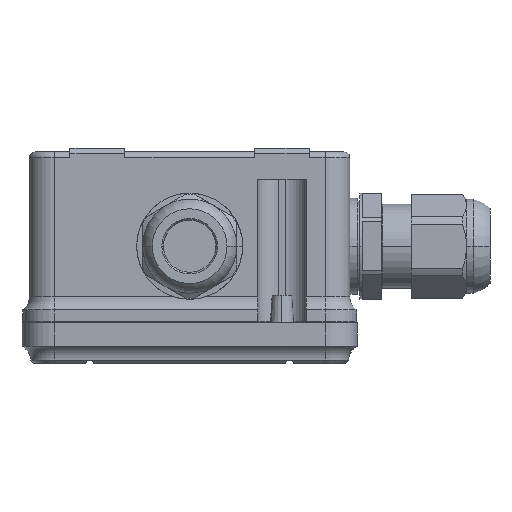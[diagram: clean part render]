
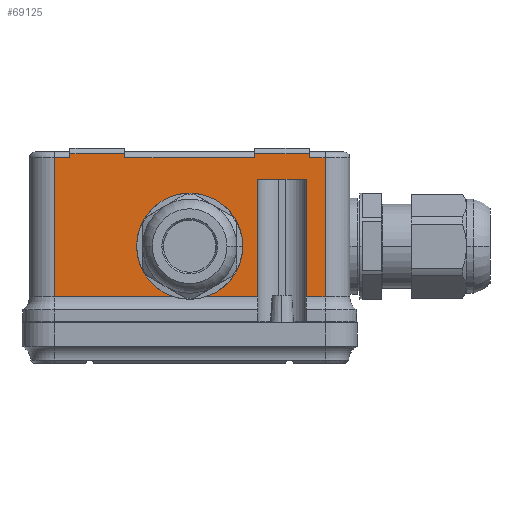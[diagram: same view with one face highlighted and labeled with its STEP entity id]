
A CAD part, left-side view. The second image highlights one B-rep face of the part: STEP entity #69125.
In plain terms, the highlighted planar face has unit normal (-1, 0, 0).
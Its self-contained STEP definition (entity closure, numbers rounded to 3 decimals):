
#733 = CARTESIAN_POINT ( 'NONE',  ( -40.8, 16.5, 44.2 ) ) ;
#917 = DIRECTION ( 'NONE',  ( 1., 0., 0. ) ) ;
#1271 = CARTESIAN_POINT ( 'NONE',  ( -40.8, -17.3, 36.2 ) ) ;
#2011 = CARTESIAN_POINT ( 'NONE',  ( -40.8, 34.5, 36.2 ) ) ;
#2775 = EDGE_CURVE ( 'NONE', #77826, #52133, #10217, .T. ) ;
#2866 = LINE ( 'NONE', #733, #5222 ) ;
#3251 = CARTESIAN_POINT ( 'NONE',  ( -40.8, 34.5, 42.7 ) ) ;
#4546 = AXIS2_PLACEMENT_3D ( 'NONE', #68486, #23592, #76037 ) ;
#4687 = EDGE_CURVE ( 'NONE', #32574, #11313, #76948, .T. ) ;
#5132 = VECTOR ( 'NONE', #29758, 1000. ) ;
#5222 = VECTOR ( 'NONE', #60547, 1000. ) ;
#5443 = LINE ( 'NONE', #18056, #25230 ) ;
#5603 = ORIENTED_EDGE ( 'NONE', *, *, #25851, .T. ) ;
#8459 = DIRECTION ( 'NONE',  ( 0., 0., 1. ) ) ;
#8694 = DIRECTION ( 'NONE',  ( 0., 0., -1. ) ) ;
#8954 = ORIENTED_EDGE ( 'NONE', *, *, #95268, .T. ) ;
#9162 = CARTESIAN_POINT ( 'NONE',  ( -40.8, -34.5, 6.273 ) ) ;
#9474 = DIRECTION ( 'NONE',  ( 0., 1., 0. ) ) ;
#9608 = VERTEX_POINT ( 'NONE', #63974 ) ;
#9815 = ORIENTED_EDGE ( 'NONE', *, *, #82509, .F. ) ;
#9978 = CARTESIAN_POINT ( 'NONE',  ( -40.8, -34.5, 6.273 ) ) ;
#10217 = LINE ( 'NONE', #23603, #87588 ) ;
#11313 = VERTEX_POINT ( 'NONE', #66181 ) ;
#11652 = VERTEX_POINT ( 'NONE', #93969 ) ;
#12090 = FACE_OUTER_BOUND ( 'NONE', #42762, .T. ) ;
#12571 = VERTEX_POINT ( 'NONE', #31220 ) ;
#12617 = CARTESIAN_POINT ( 'NONE',  ( -40.8, 34.5, 41.7 ) ) ;
#14650 = VECTOR ( 'NONE', #76565, 1000. ) ;
#15795 = VERTEX_POINT ( 'NONE', #77480 ) ;
#16936 = LINE ( 'NONE', #9162, #14650 ) ;
#17173 = VERTEX_POINT ( 'NONE', #48643 ) ;
#17465 = DIRECTION ( 'NONE',  ( 0., -1., 0. ) ) ;
#18056 = CARTESIAN_POINT ( 'NONE',  ( -40.8, 30.5, 44.2 ) ) ;
#18796 = VECTOR ( 'NONE', #8694, 1000. ) ;
#18926 = CARTESIAN_POINT ( 'NONE',  ( -40.8, -30.5, 44.2 ) ) ;
#19105 = CARTESIAN_POINT ( 'NONE',  ( -40.8, 30.5, 41.7 ) ) ;
#19205 = AXIS2_PLACEMENT_3D ( 'NONE', #45714, #67982, #8459 ) ;
#19386 = CARTESIAN_POINT ( 'NONE',  ( -40.8, 16.5, 41.7 ) ) ;
#21446 = EDGE_CURVE ( 'NONE', #38522, #72405, #83201, .T. ) ;
#22340 = VERTEX_POINT ( 'NONE', #65097 ) ;
#23592 = DIRECTION ( 'NONE',  ( 1., 0., 0. ) ) ;
#23603 = CARTESIAN_POINT ( 'NONE',  ( -40.8, 34.5, 41.7 ) ) ;
#24910 = LINE ( 'NONE', #44506, #5132 ) ;
#25230 = VECTOR ( 'NONE', #85562, 1000. ) ;
#25550 = LINE ( 'NONE', #3251, #63040 ) ;
#25851 = EDGE_CURVE ( 'NONE', #12571, #54502, #16936, .T. ) ;
#25900 = VECTOR ( 'NONE', #17465, 1000. ) ;
#26374 = CARTESIAN_POINT ( 'NONE',  ( -40.8, -17.3, 6.273 ) ) ;
#26858 = EDGE_CURVE ( 'NONE', #15795, #52133, #2866, .T. ) ;
#26913 = EDGE_CURVE ( 'NONE', #31241, #38349, #93010, .T. ) ;
#27115 = ORIENTED_EDGE ( 'NONE', *, *, #2775, .T. ) ;
#27166 = ORIENTED_EDGE ( 'NONE', *, *, #35367, .F. ) ;
#27511 = EDGE_CURVE ( 'NONE', #11652, #77826, #24910, .T. ) ;
#29758 = DIRECTION ( 'NONE',  ( 0., 0., -1. ) ) ;
#29990 = CARTESIAN_POINT ( 'NONE',  ( -40.8, -34.5, 41.7 ) ) ;
#30893 = CARTESIAN_POINT ( 'NONE',  ( -40.8, -17.3, -120.208 ) ) ;
#31145 = ORIENTED_EDGE ( 'NONE', *, *, #4687, .T. ) ;
#31220 = CARTESIAN_POINT ( 'NONE',  ( -40.8, 34.5, 6.273 ) ) ;
#31241 = VERTEX_POINT ( 'NONE', #35679 ) ;
#32574 = VERTEX_POINT ( 'NONE', #29990 ) ;
#33215 = VECTOR ( 'NONE', #9474, 1000. ) ;
#33573 = EDGE_CURVE ( 'NONE', #15795, #17173, #90161, .T. ) ;
#34693 = CARTESIAN_POINT ( 'NONE',  ( -40.8, -12.5, 19.2 ) ) ;
#35367 = EDGE_CURVE ( 'NONE', #9608, #31241, #75839, .T. ) ;
#35540 = LINE ( 'NONE', #40637, #92956 ) ;
#35679 = CARTESIAN_POINT ( 'NONE',  ( -40.8, -29.7, 36.2 ) ) ;
#38349 = VERTEX_POINT ( 'NONE', #1271 ) ;
#38522 = VERTEX_POINT ( 'NONE', #19105 ) ;
#38947 = EDGE_CURVE ( 'NONE', #12571, #72405, #35540, .T. ) ;
#40637 = CARTESIAN_POINT ( 'NONE',  ( -40.8, 34.5, -120.208 ) ) ;
#41402 = LINE ( 'NONE', #46683, #96536 ) ;
#42342 = EDGE_LOOP ( 'NONE', ( #44987, #58832 ) ) ;
#42515 = AXIS2_PLACEMENT_3D ( 'NONE', #45655, #917, #53188 ) ;
#42762 = EDGE_LOOP ( 'NONE', ( #9815, #93965, #45872, #27115, #61865, #62520, #63680, #49787, #77330, #5603, #64344, #59023, #27166, #63643, #8954, #31145 ) ) ;
#44506 = CARTESIAN_POINT ( 'NONE',  ( -40.8, -16.5, 44.2 ) ) ;
#44944 = CIRCLE ( 'NONE', #42515, 12.5 ) ;
#44987 = ORIENTED_EDGE ( 'NONE', *, *, #71477, .T. ) ;
#45411 = EDGE_CURVE ( 'NONE', #17173, #38522, #5443, .T. ) ;
#45655 = CARTESIAN_POINT ( 'NONE',  ( -40.8, 0., 19.2 ) ) ;
#45714 = CARTESIAN_POINT ( 'NONE',  ( -40.8, 34.5, -120.208 ) ) ;
#45872 = ORIENTED_EDGE ( 'NONE', *, *, #27511, .T. ) ;
#46683 = CARTESIAN_POINT ( 'NONE',  ( -40.8, -34.5, -120.208 ) ) ;
#47161 = FACE_BOUND ( 'NONE', #42342, .T. ) ;
#48643 = CARTESIAN_POINT ( 'NONE',  ( -40.8, 30.5, 42.7 ) ) ;
#49257 = EDGE_CURVE ( 'NONE', #9608, #55434, #63397, .T. ) ;
#49787 = ORIENTED_EDGE ( 'NONE', *, *, #21446, .T. ) ;
#50475 = DIRECTION ( 'NONE',  ( 0., 0., 1. ) ) ;
#52133 = VERTEX_POINT ( 'NONE', #19386 ) ;
#52994 = EDGE_CURVE ( 'NONE', #53714, #11652, #25550, .T. ) ;
#53188 = DIRECTION ( 'NONE',  ( 0., 0., 1. ) ) ;
#53714 = VERTEX_POINT ( 'NONE', #88534 ) ;
#54202 = DIRECTION ( 'NONE',  ( 0., 0., 1. ) ) ;
#54502 = VERTEX_POINT ( 'NONE', #26374 ) ;
#54619 = CARTESIAN_POINT ( 'NONE',  ( -40.8, -34.5, 6.273 ) ) ;
#55028 = CIRCLE ( 'NONE', #4546, 12.5 ) ;
#55305 = VECTOR ( 'NONE', #56249, 1000. ) ;
#55434 = VERTEX_POINT ( 'NONE', #54619 ) ;
#56249 = DIRECTION ( 'NONE',  ( 0., 0., -1. ) ) ;
#57005 = VECTOR ( 'NONE', #57731, 1000. ) ;
#57731 = DIRECTION ( 'NONE',  ( 0., 1., 0. ) ) ;
#58110 = DIRECTION ( 'NONE',  ( 0., 1., 0. ) ) ;
#58655 = LINE ( 'NONE', #30893, #18796 ) ;
#58832 = ORIENTED_EDGE ( 'NONE', *, *, #77256, .T. ) ;
#59023 = ORIENTED_EDGE ( 'NONE', *, *, #26913, .F. ) ;
#60547 = DIRECTION ( 'NONE',  ( 0., 0., -1. ) ) ;
#60604 = CARTESIAN_POINT ( 'NONE',  ( -40.8, -29.7, -120.208 ) ) ;
#60867 = VECTOR ( 'NONE', #58110, 1000. ) ;
#61865 = ORIENTED_EDGE ( 'NONE', *, *, #26858, .F. ) ;
#62272 = DIRECTION ( 'NONE',  ( 0., 1., 0. ) ) ;
#62520 = ORIENTED_EDGE ( 'NONE', *, *, #33573, .T. ) ;
#63040 = VECTOR ( 'NONE', #63045, 1000. ) ;
#63045 = DIRECTION ( 'NONE',  ( 0., 1., 0. ) ) ;
#63397 = LINE ( 'NONE', #9978, #25900 ) ;
#63643 = ORIENTED_EDGE ( 'NONE', *, *, #49257, .T. ) ;
#63680 = ORIENTED_EDGE ( 'NONE', *, *, #45411, .T. ) ;
#63974 = CARTESIAN_POINT ( 'NONE',  ( -40.8, -29.7, 6.273 ) ) ;
#64344 = ORIENTED_EDGE ( 'NONE', *, *, #85183, .F. ) ;
#65097 = CARTESIAN_POINT ( 'NONE',  ( -40.8, 12.5, 19.2 ) ) ;
#66181 = CARTESIAN_POINT ( 'NONE',  ( -40.8, -30.5, 41.7 ) ) ;
#67806 = VECTOR ( 'NONE', #62272, 1000. ) ;
#67982 = DIRECTION ( 'NONE',  ( -1., 0., 0. ) ) ;
#68123 = DIRECTION ( 'NONE',  ( 0., 0., 1. ) ) ;
#68486 = CARTESIAN_POINT ( 'NONE',  ( -40.8, 0., 19.2 ) ) ;
#69125 = ADVANCED_FACE ( 'NONE', ( #12090, #47161 ), #83103, .T. ) ;
#71477 = EDGE_CURVE ( 'NONE', #22340, #96693, #55028, .T. ) ;
#71716 = CARTESIAN_POINT ( 'NONE',  ( -40.8, -16.5, 41.7 ) ) ;
#72405 = VERTEX_POINT ( 'NONE', #88512 ) ;
#75839 = LINE ( 'NONE', #60604, #93425 ) ;
#76037 = DIRECTION ( 'NONE',  ( 0., 0., 1. ) ) ;
#76565 = DIRECTION ( 'NONE',  ( 0., -1., 0. ) ) ;
#76948 = LINE ( 'NONE', #12617, #57005 ) ;
#77256 = EDGE_CURVE ( 'NONE', #96693, #22340, #44944, .T. ) ;
#77330 = ORIENTED_EDGE ( 'NONE', *, *, #38947, .F. ) ;
#77480 = CARTESIAN_POINT ( 'NONE',  ( -40.8, 16.5, 42.7 ) ) ;
#77826 = VERTEX_POINT ( 'NONE', #71716 ) ;
#82509 = EDGE_CURVE ( 'NONE', #53714, #11313, #95265, .T. ) ;
#83103 = PLANE ( 'NONE',  #19205 ) ;
#83201 = LINE ( 'NONE', #87671, #60867 ) ;
#84623 = CARTESIAN_POINT ( 'NONE',  ( -40.8, 34.5, 42.7 ) ) ;
#85183 = EDGE_CURVE ( 'NONE', #38349, #54502, #58655, .T. ) ;
#85562 = DIRECTION ( 'NONE',  ( 0., 0., -1. ) ) ;
#87588 = VECTOR ( 'NONE', #91152, 1000. ) ;
#87671 = CARTESIAN_POINT ( 'NONE',  ( -40.8, 34.5, 41.7 ) ) ;
#88512 = CARTESIAN_POINT ( 'NONE',  ( -40.8, 34.5, 41.7 ) ) ;
#88534 = CARTESIAN_POINT ( 'NONE',  ( -40.8, -30.5, 42.7 ) ) ;
#90161 = LINE ( 'NONE', #84623, #67806 ) ;
#91152 = DIRECTION ( 'NONE',  ( 0., 1., 0. ) ) ;
#92956 = VECTOR ( 'NONE', #50475, 1000. ) ;
#93010 = LINE ( 'NONE', #2011, #33215 ) ;
#93425 = VECTOR ( 'NONE', #68123, 1000. ) ;
#93965 = ORIENTED_EDGE ( 'NONE', *, *, #52994, .T. ) ;
#93969 = CARTESIAN_POINT ( 'NONE',  ( -40.8, -16.5, 42.7 ) ) ;
#95265 = LINE ( 'NONE', #18926, #55305 ) ;
#95268 = EDGE_CURVE ( 'NONE', #55434, #32574, #41402, .T. ) ;
#96536 = VECTOR ( 'NONE', #54202, 1000. ) ;
#96693 = VERTEX_POINT ( 'NONE', #34693 ) ;
